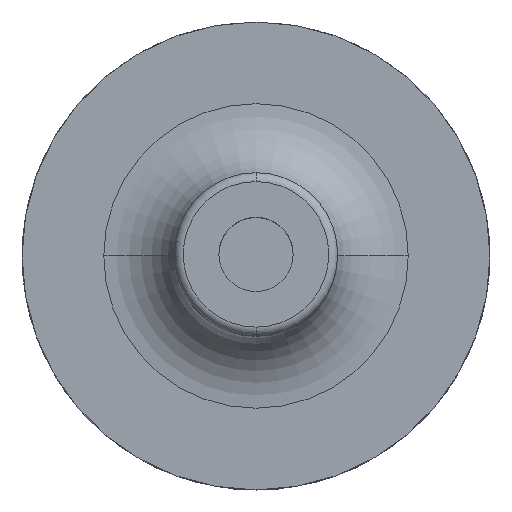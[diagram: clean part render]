
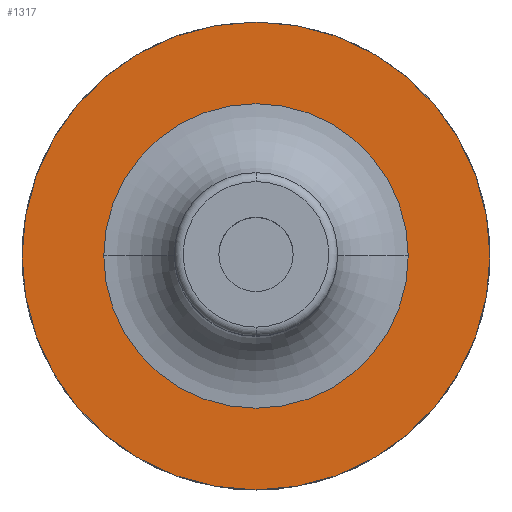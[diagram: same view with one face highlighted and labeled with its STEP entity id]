
A CAD part, top view. The second image highlights one B-rep face of the part: STEP entity #1317.
In plain terms, the highlighted planar face has unit normal (0, 0, 1).
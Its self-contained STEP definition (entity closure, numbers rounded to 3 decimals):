
#7 = VERTEX_POINT ( 'NONE', #405 ) ;
#10 = CARTESIAN_POINT ( 'NONE',  ( -31.5, 0., 27. ) ) ;
#76 = EDGE_LOOP ( 'NONE', ( #1732, #1350 ) ) ;
#121 = FACE_BOUND ( 'NONE', #819, .T. ) ;
#166 = DIRECTION ( 'NONE',  ( -1., 0., 0. ) ) ;
#224 = CIRCLE ( 'NONE', #837, 20.5 ) ;
#263 = VERTEX_POINT ( 'NONE', #10 ) ;
#309 = DIRECTION ( 'NONE',  ( 0., 0., -1. ) ) ;
#326 = CARTESIAN_POINT ( 'NONE',  ( -20.5, 0., 27. ) ) ;
#340 = EDGE_CURVE ( 'NONE', #263, #7, #1461, .T. ) ;
#369 = EDGE_CURVE ( 'NONE', #7, #263, #1888, .T. ) ;
#405 = CARTESIAN_POINT ( 'NONE',  ( 31.5, 0., 27. ) ) ;
#457 = CARTESIAN_POINT ( 'NONE',  ( 0., 0., 27. ) ) ;
#515 = VERTEX_POINT ( 'NONE', #326 ) ;
#516 = CARTESIAN_POINT ( 'NONE',  ( 0., 0., 27. ) ) ;
#520 = PLANE ( 'NONE',  #692 ) ;
#661 = CARTESIAN_POINT ( 'NONE',  ( 0., 0., 27. ) ) ;
#677 = EDGE_CURVE ( 'NONE', #1268, #515, #224, .T. ) ;
#681 = DIRECTION ( 'NONE',  ( 0., 0., -1. ) ) ;
#692 = AXIS2_PLACEMENT_3D ( 'NONE', #661, #1692, #1679 ) ;
#753 = DIRECTION ( 'NONE',  ( -1., 0., 0. ) ) ;
#764 = EDGE_CURVE ( 'NONE', #515, #1268, #853, .T. ) ;
#819 = EDGE_LOOP ( 'NONE', ( #1250, #1496 ) ) ;
#837 = AXIS2_PLACEMENT_3D ( 'NONE', #516, #681, #1102 ) ;
#853 = CIRCLE ( 'NONE', #1619, 20.5 ) ;
#922 = CARTESIAN_POINT ( 'NONE',  ( 20.5, 0., 27. ) ) ;
#1102 = DIRECTION ( 'NONE',  ( -1., 0., 0. ) ) ;
#1140 = DIRECTION ( 'NONE',  ( -1., 0., 0. ) ) ;
#1250 = ORIENTED_EDGE ( 'NONE', *, *, #764, .T. ) ;
#1268 = VERTEX_POINT ( 'NONE', #922 ) ;
#1317 = ADVANCED_FACE ( 'NONE', ( #121, #1371 ), #520, .F. ) ;
#1350 = ORIENTED_EDGE ( 'NONE', *, *, #369, .F. ) ;
#1371 = FACE_OUTER_BOUND ( 'NONE', #76, .T. ) ;
#1428 = CARTESIAN_POINT ( 'NONE',  ( 0., 0., 27. ) ) ;
#1461 = CIRCLE ( 'NONE', #1830, 31.5 ) ;
#1496 = ORIENTED_EDGE ( 'NONE', *, *, #677, .T. ) ;
#1604 = CARTESIAN_POINT ( 'NONE',  ( 0., 0., 27. ) ) ;
#1612 = AXIS2_PLACEMENT_3D ( 'NONE', #1604, #1770, #753 ) ;
#1619 = AXIS2_PLACEMENT_3D ( 'NONE', #1428, #1871, #1140 ) ;
#1679 = DIRECTION ( 'NONE',  ( -1., 0., 0. ) ) ;
#1692 = DIRECTION ( 'NONE',  ( 0., 0., -1. ) ) ;
#1732 = ORIENTED_EDGE ( 'NONE', *, *, #340, .F. ) ;
#1770 = DIRECTION ( 'NONE',  ( 0., 0., -1. ) ) ;
#1830 = AXIS2_PLACEMENT_3D ( 'NONE', #457, #309, #166 ) ;
#1871 = DIRECTION ( 'NONE',  ( 0., 0., -1. ) ) ;
#1888 = CIRCLE ( 'NONE', #1612, 31.5 ) ;
